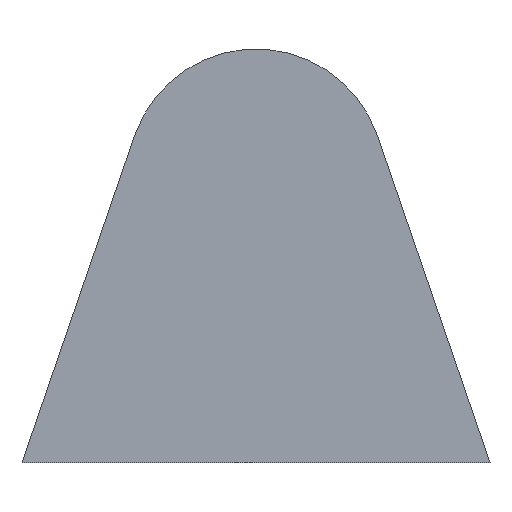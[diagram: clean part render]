
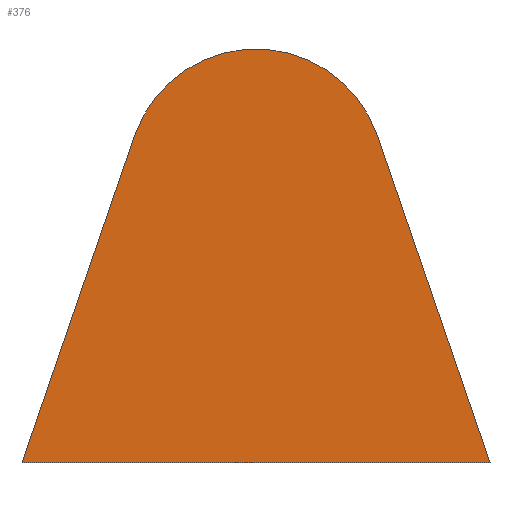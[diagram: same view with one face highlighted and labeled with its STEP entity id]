
A CAD part, front view. The second image highlights one B-rep face of the part: STEP entity #376.
In plain terms, the highlighted planar face has unit normal (0, -1, 0).
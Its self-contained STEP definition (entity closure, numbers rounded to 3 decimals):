
#49=FACE_OUTER_BOUND('',#71,.T.);
#71=EDGE_LOOP('',(#328,#329,#330,#331));
#81=CIRCLE('',#416,9.);
#89=LINE('',#537,#125);
#97=LINE('',#551,#133);
#116=LINE('',#682,#152);
#125=VECTOR('',#438,10.);
#133=VECTOR('',#448,10.);
#152=VECTOR('',#507,10.);
#162=VERTEX_POINT('',#534);
#163=VERTEX_POINT('',#536);
#168=VERTEX_POINT('',#549);
#185=VERTEX_POINT('',#678);
#197=EDGE_CURVE('',#163,#162,#89,.T.);
#205=EDGE_CURVE('',#162,#168,#97,.T.);
#234=EDGE_CURVE('',#185,#163,#81,.T.);
#236=EDGE_CURVE('',#168,#185,#116,.T.);
#328=ORIENTED_EDGE('',*,*,#205,.T.);
#329=ORIENTED_EDGE('',*,*,#236,.T.);
#330=ORIENTED_EDGE('',*,*,#234,.T.);
#331=ORIENTED_EDGE('',*,*,#197,.T.);
#356=PLANE('',#419);
#376=ADVANCED_FACE('',(#49),#356,.F.);
#416=AXIS2_PLACEMENT_3D('',#679,#502,#503);
#419=AXIS2_PLACEMENT_3D('',#684,#510,#511);
#438=DIRECTION('',(-0.326,0.,-0.946));
#448=DIRECTION('',(1.,0.,0.));
#502=DIRECTION('center_axis',(0.,-1.,0.));
#503=DIRECTION('ref_axis',(-0.946,0.,0.326));
#507=DIRECTION('',(-0.326,0.,0.946));
#510=DIRECTION('center_axis',(0.,1.,0.));
#511=DIRECTION('ref_axis',(1.,0.,0.));
#534=CARTESIAN_POINT('',(-16.407,-1.5,123.));
#536=CARTESIAN_POINT('',(-8.51,-1.5,145.931));
#537=CARTESIAN_POINT('',(-16.407,-1.5,123.));
#549=CARTESIAN_POINT('',(16.407,-1.5,123.));
#551=CARTESIAN_POINT('',(13.234,-1.5,123.));
#678=CARTESIAN_POINT('',(8.51,-1.5,145.931));
#679=CARTESIAN_POINT('Origin',(0.,-1.5,143.));
#682=CARTESIAN_POINT('',(8.51,-1.5,145.931));
#684=CARTESIAN_POINT('Origin',(0.,-1.5,137.5));
